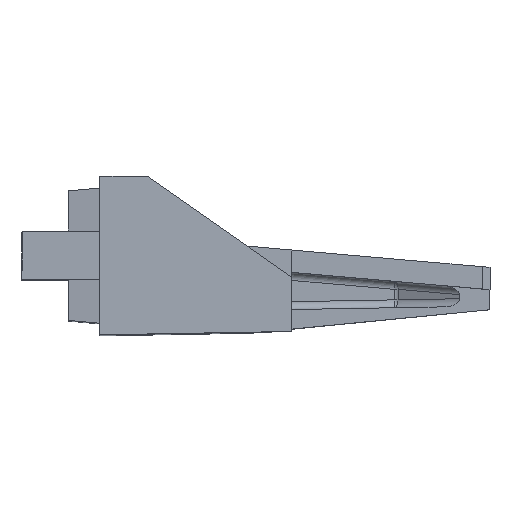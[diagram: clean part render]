
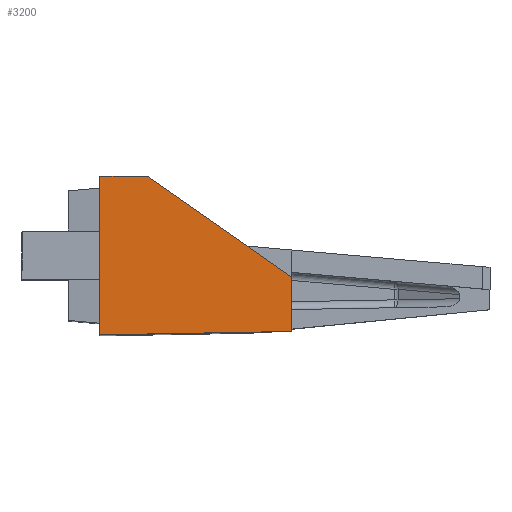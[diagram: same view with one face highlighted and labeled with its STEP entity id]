
A CAD part, top view. The second image highlights one B-rep face of the part: STEP entity #3200.
In plain terms, the highlighted planar face has unit normal (0.018, 0, 1).
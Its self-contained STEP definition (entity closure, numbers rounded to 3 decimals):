
#34 = DIRECTION ( 'NONE',  ( 1., 0., -0.017 ) ) ;
#128 = VECTOR ( 'NONE', #3269, 1000. ) ;
#188 = CARTESIAN_POINT ( 'NONE',  ( 0., 0., 20. ) ) ;
#262 = PLANE ( 'NONE',  #1405 ) ;
#341 = VECTOR ( 'NONE', #1471, 1000. ) ;
#434 = VERTEX_POINT ( 'NONE', #1365 ) ;
#490 = DIRECTION ( 'NONE',  ( 0.017, 0., 1. ) ) ;
#571 = DIRECTION ( 'NONE',  ( 0., -1., 0. ) ) ;
#610 = ORIENTED_EDGE ( 'NONE', *, *, #2839, .T. ) ;
#612 = CARTESIAN_POINT ( 'NONE',  ( 0., 10., 20. ) ) ;
#676 = VECTOR ( 'NONE', #1387, 1000. ) ;
#706 = LINE ( 'NONE', #2233, #341 ) ;
#708 = VECTOR ( 'NONE', #1779, 1000. ) ;
#805 = VERTEX_POINT ( 'NONE', #612 ) ;
#874 = ORIENTED_EDGE ( 'NONE', *, *, #1700, .T. ) ;
#983 = VERTEX_POINT ( 'NONE', #1952 ) ;
#1045 = CARTESIAN_POINT ( 'NONE',  ( 3.077, 9.946, 19.946 ) ) ;
#1080 = ORIENTED_EDGE ( 'NONE', *, *, #3246, .T. ) ;
#1365 = CARTESIAN_POINT ( 'NONE',  ( 0., 0., 20. ) ) ;
#1387 = DIRECTION ( 'NONE',  ( 1., 0.017, -0.017 ) ) ;
#1405 = AXIS2_PLACEMENT_3D ( 'NONE', #1725, #490, #34 ) ;
#1471 = DIRECTION ( 'NONE',  ( -1., 0.017, 0.017 ) ) ;
#1501 = ORIENTED_EDGE ( 'NONE', *, *, #1547, .T. ) ;
#1547 = EDGE_CURVE ( 'NONE', #805, #434, #2085, .T. ) ;
#1700 = EDGE_CURVE ( 'NONE', #434, #983, #2449, .T. ) ;
#1701 = CARTESIAN_POINT ( 'NONE',  ( 12.09, 3.635, 19.789 ) ) ;
#1710 = LINE ( 'NONE', #1973, #128 ) ;
#1725 = CARTESIAN_POINT ( 'NONE',  ( 0., 10., 20. ) ) ;
#1743 = VERTEX_POINT ( 'NONE', #1701 ) ;
#1779 = DIRECTION ( 'NONE',  ( 0., 1., 0. ) ) ;
#1952 = CARTESIAN_POINT ( 'NONE',  ( 12.09, 0.211, 19.789 ) ) ;
#1973 = CARTESIAN_POINT ( 'NONE',  ( 2.999, 10., 19.948 ) ) ;
#2085 = LINE ( 'NONE', #3023, #2364 ) ;
#2232 = VERTEX_POINT ( 'NONE', #1045 ) ;
#2233 = CARTESIAN_POINT ( 'NONE',  ( 0., 10., 20. ) ) ;
#2248 = EDGE_LOOP ( 'NONE', ( #874, #1080, #3211, #610, #1501 ) ) ;
#2273 = LINE ( 'NONE', #3021, #708 ) ;
#2292 = FACE_OUTER_BOUND ( 'NONE', #2248, .T. ) ;
#2364 = VECTOR ( 'NONE', #571, 1000. ) ;
#2449 = LINE ( 'NONE', #188, #676 ) ;
#2839 = EDGE_CURVE ( 'NONE', #2232, #805, #706, .T. ) ;
#3021 = CARTESIAN_POINT ( 'NONE',  ( 12.09, 10., 19.789 ) ) ;
#3023 = CARTESIAN_POINT ( 'NONE',  ( 0., 10., 20. ) ) ;
#3155 = EDGE_CURVE ( 'NONE', #1743, #2232, #1710, .T. ) ;
#3200 = ADVANCED_FACE ( 'NONE', ( #2292 ), #262, .T. ) ;
#3211 = ORIENTED_EDGE ( 'NONE', *, *, #3155, .T. ) ;
#3246 = EDGE_CURVE ( 'NONE', #983, #1743, #2273, .T. ) ;
#3269 = DIRECTION ( 'NONE',  ( -0.819, 0.574, 0.014 ) ) ;
